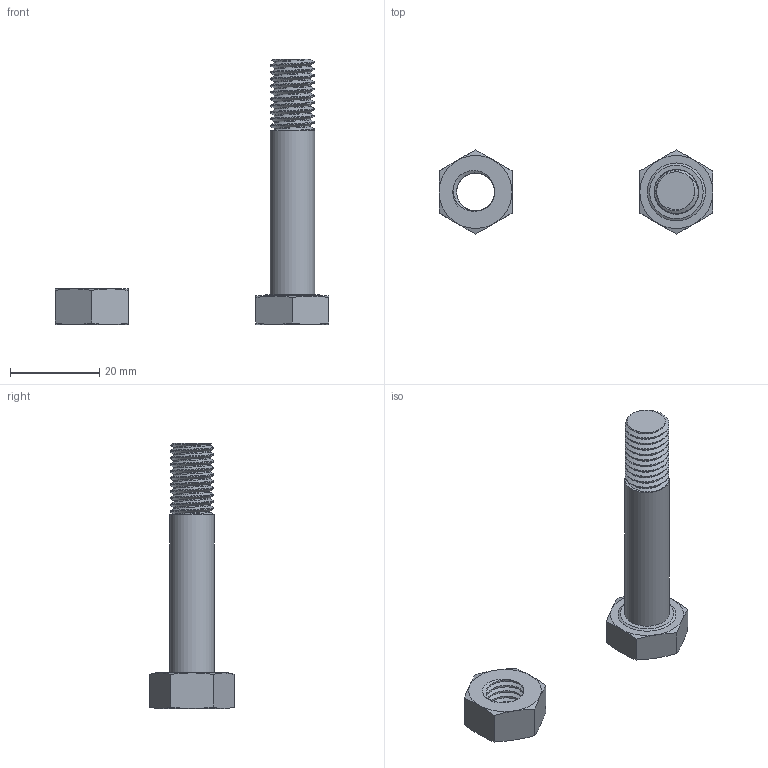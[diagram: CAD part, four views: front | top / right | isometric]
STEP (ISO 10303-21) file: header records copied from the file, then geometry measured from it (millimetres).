
FILE_DESCRIPTION(/* description */ (''),/* implementation_level */ '2;1');
FILE_NAME(/* name */ 'Vis corps v1.step',/* time_stamp */ '2023-04-04T22:18:22+02:00',/* author */ (''),/* organization */ (''),/* preprocessor_version */ 'ST-DEVELOPER v19.2',/* originating_system */ 'Autodesk Translation Framework v11.17.0.187',/* authorisation */ '');
FILE_SCHEMA (('AUTOMOTIVE_DESIGN { 1 0 10303 214 3 1 1 }'));
Length unit declared in the file: millimetre
Products named in the file (1): Vis corps
Bounding box: 61.37 x 18.9 x 59.4 mm (x, y, z)
Volume: 6728 mm3; surface area: 3869.1 mm2
Topology: 2 solids, 2 shells, 73 faces, 197 edges, 131 vertices
Faces by surface type: cylinder 39, plane 19, cone 11, bspline 4
Full cylindrical faces by diameter (mm): 8.141 x10, 8.526 x2, 9.85 x10, 10 x1, 10.198 x3, 13 x1
Entity records: 5936 total; most frequent: CARTESIAN_POINT 4312, ORIENTED_EDGE 394, DIRECTION 245, EDGE_CURVE 197, VERTEX_POINT 131, AXIS2_PLACEMENT_3D 94, B_SPLINE_CURVE_WITH_KNOTS 83, EDGE_LOOP 78
